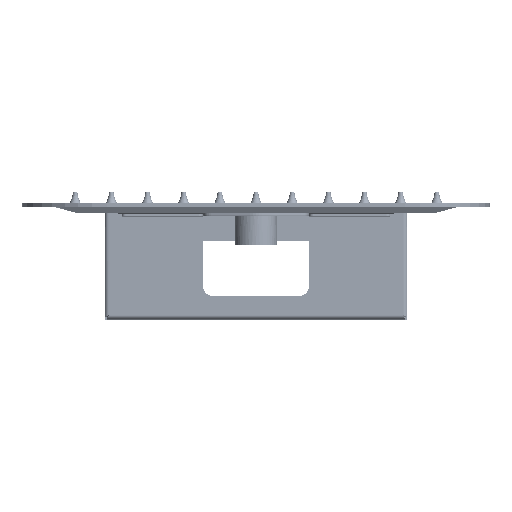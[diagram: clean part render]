
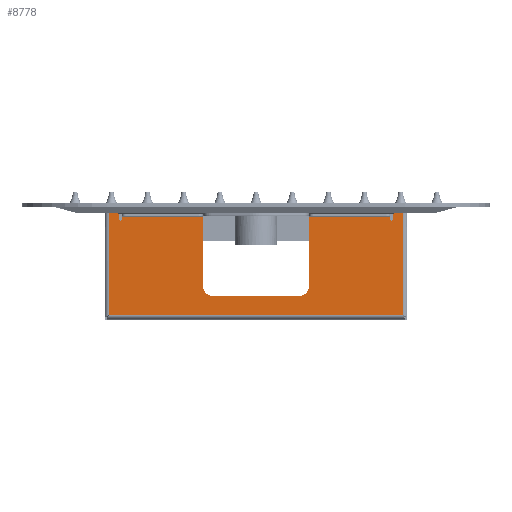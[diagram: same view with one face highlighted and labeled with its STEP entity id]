
A CAD part, left-side view. The second image highlights one B-rep face of the part: STEP entity #8778.
In plain terms, the highlighted face is planar.
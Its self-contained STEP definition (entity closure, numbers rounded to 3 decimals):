
#8778=ADVANCED_FACE('',(#12536),#12537,.T.);
#12536=FACE_OUTER_BOUND('',#16871,.T.);
#12537=PLANE('',#16872);
#16871=EDGE_LOOP('',(#27407,#27408,#27409,#27410,#27411,#27412,#27413,#27414,#27415,#27416,#27417,#27418,#27419,#27420,#27421,#27422,#27423,#27424,#27425,#27426));
#16872=AXIS2_PLACEMENT_3D('',#27427,#27428,#27429);
#27407=ORIENTED_EDGE('',*,*,#32783,.F.);
#27408=ORIENTED_EDGE('',*,*,#32784,.T.);
#27409=ORIENTED_EDGE('',*,*,#32785,.F.);
#27410=ORIENTED_EDGE('',*,*,#32640,.T.);
#27411=ORIENTED_EDGE('',*,*,#32786,.F.);
#27412=ORIENTED_EDGE('',*,*,#32787,.F.);
#27413=ORIENTED_EDGE('',*,*,#32788,.F.);
#27414=ORIENTED_EDGE('',*,*,#32789,.F.);
#27415=ORIENTED_EDGE('',*,*,#32790,.F.);
#27416=ORIENTED_EDGE('',*,*,#32677,.T.);
#27417=ORIENTED_EDGE('',*,*,#32700,.F.);
#27418=ORIENTED_EDGE('',*,*,#32776,.T.);
#27419=ORIENTED_EDGE('',*,*,#32772,.T.);
#27420=ORIENTED_EDGE('',*,*,#32768,.T.);
#27421=ORIENTED_EDGE('',*,*,#32791,.F.);
#27422=ORIENTED_EDGE('',*,*,#32682,.T.);
#27423=ORIENTED_EDGE('',*,*,#32792,.F.);
#27424=ORIENTED_EDGE('',*,*,#32793,.F.);
#27425=ORIENTED_EDGE('',*,*,#32794,.F.);
#27426=ORIENTED_EDGE('',*,*,#32795,.F.);
#27427=CARTESIAN_POINT('',(-35.0,5.0,-500000.0));
#27428=DIRECTION('',(1.0,0.,0.0));
#27429=DIRECTION('',(0.,1.0,0.0));
#32640=EDGE_CURVE('',#37636,#37634,#37637,.F.);
#32677=EDGE_CURVE('',#37698,#37696,#37699,.T.);
#32682=EDGE_CURVE('',#37707,#37705,#37708,.T.);
#32700=EDGE_CURVE('',#37734,#37696,#37735,.T.);
#32768=EDGE_CURVE('',#37777,#37838,#37839,.F.);
#32772=EDGE_CURVE('',#37750,#37777,#37844,.T.);
#32776=EDGE_CURVE('',#37734,#37750,#37848,.T.);
#32783=EDGE_CURVE('',#37857,#37858,#37859,.T.);
#32784=EDGE_CURVE('',#37857,#37860,#37861,.F.);
#32785=EDGE_CURVE('',#37636,#37860,#37862,.T.);
#32786=EDGE_CURVE('',#37863,#37634,#37864,.T.);
#32787=EDGE_CURVE('',#37865,#37863,#37866,.T.);
#32788=EDGE_CURVE('',#37867,#37865,#37868,.T.);
#32789=EDGE_CURVE('',#37869,#37867,#37870,.T.);
#32790=EDGE_CURVE('',#37698,#37869,#37871,.T.);
#32791=EDGE_CURVE('',#37707,#37838,#37872,.T.);
#32792=EDGE_CURVE('',#37873,#37705,#37874,.T.);
#32793=EDGE_CURVE('',#37875,#37873,#37876,.T.);
#32794=EDGE_CURVE('',#37877,#37875,#37878,.T.);
#32795=EDGE_CURVE('',#37858,#37877,#37879,.T.);
#37634=VERTEX_POINT('',#48356);
#37636=VERTEX_POINT('',#48359);
#37637=CIRCLE('',#48360,5.0);
#37696=VERTEX_POINT('',#48439);
#37698=VERTEX_POINT('',#48442);
#37699=CIRCLE('',#48443,1.0);
#37705=VERTEX_POINT('',#48450);
#37707=VERTEX_POINT('',#48453);
#37708=CIRCLE('',#48454,1.0);
#37734=VERTEX_POINT('',#48487);
#37735=LINE('',#48488,#48489);
#37750=VERTEX_POINT('',#48508);
#37777=VERTEX_POINT('',#48544);
#37838=VERTEX_POINT('',#48631);
#37839=LINE('',#48632,#48633);
#37844=LINE('',#48639,#48640);
#37848=LINE('',#48646,#48647);
#37857=VERTEX_POINT('',#48660);
#37858=VERTEX_POINT('',#48661);
#37859=LINE('',#48662,#48663);
#37860=VERTEX_POINT('',#48664);
#37861=CIRCLE('',#48665,5.0);
#37862=LINE('',#48666,#48667);
#37863=VERTEX_POINT('',#48668);
#37864=LINE('',#48669,#48670);
#37865=VERTEX_POINT('',#48671);
#37866=LINE('',#48672,#48673);
#37867=VERTEX_POINT('',#48674);
#37868=LINE('',#48675,#48676);
#37869=VERTEX_POINT('',#48677);
#37870=CIRCLE('',#48678,0.5);
#37871=LINE('',#48679,#48680);
#37872=LINE('',#48681,#48682);
#37873=VERTEX_POINT('',#48683);
#37874=LINE('',#48684,#48685);
#37875=VERTEX_POINT('',#48686);
#37876=CIRCLE('',#48687,0.5);
#37877=VERTEX_POINT('',#48688);
#37878=LINE('',#48689,#48690);
#37879=LINE('',#48691,#48692);
#48356=CARTESIAN_POINT('',(-35.0,14.0,-25.));
#48359=CARTESIAN_POINT('',(-35.0,19.0,-20.));
#48360=AXIS2_PLACEMENT_3D('',#52363,#52364,#52365);
#48439=CARTESIAN_POINT('',(-35.0,-20.0,-65.2));
#48442=CARTESIAN_POINT('',(-35.0,-19.0,-64.2));
#48443=AXIS2_PLACEMENT_3D('',#52411,#52412,#52413);
#48450=CARTESIAN_POINT('',(-35.0,-19.0,64.2));
#48453=CARTESIAN_POINT('',(-35.0,-20.0,65.2));
#48454=AXIS2_PLACEMENT_3D('',#52419,#52420,#52421);
#48487=CARTESIAN_POINT('',(-35.0,-20.0,-69.2));
#48488=CARTESIAN_POINT('',(-35.0,-20.0,-500000.0));
#48489=VECTOR('',#52444,1.0);
#48508=CARTESIAN_POINT('',(-35.0,28.0,-69.2));
#48544=CARTESIAN_POINT('',(-35.0,28.0,69.2));
#48631=CARTESIAN_POINT('',(-35.0,-20.0,69.2));
#48632=CARTESIAN_POINT('',(-35.0,-20.0,69.2));
#48633=VECTOR('',#52526,1.0);
#48639=CARTESIAN_POINT('',(-35.0,28.0,-500000.0));
#48640=VECTOR('',#52531,1.0);
#48646=CARTESIAN_POINT('',(-35.0,5.0,-69.2));
#48647=VECTOR('',#52534,1.0);
#48660=CARTESIAN_POINT('',(-35.0,14.0,25.));
#48661=CARTESIAN_POINT('',(-35.0,-18.0,25.0));
#48662=CARTESIAN_POINT('',(-35.0,5.,25.));
#48663=VECTOR('',#52539,1.0);
#48664=CARTESIAN_POINT('',(-35.0,19.0,20.));
#48665=AXIS2_PLACEMENT_3D('',#52540,#52541,#52542);
#48666=CARTESIAN_POINT('',(-35.0,19.,-500000.0));
#48667=VECTOR('',#52543,1.0);
#48668=CARTESIAN_POINT('',(-35.0,-18.0,-25.));
#48669=CARTESIAN_POINT('',(-35.0,5.0,-25.));
#48670=VECTOR('',#52544,1.0);
#48671=CARTESIAN_POINT('',(-35.0,-18.0,-63.2));
#48672=CARTESIAN_POINT('',(-35.0,-18.0,63.2));
#48673=VECTOR('',#52545,1.0);
#48674=CARTESIAN_POINT('',(-35.0,-17.0,-63.2));
#48675=CARTESIAN_POINT('',(-35.0,5.0,-63.2));
#48676=VECTOR('',#52546,1.0);
#48677=CARTESIAN_POINT('',(-35.0,-17.0,-64.2));
#48678=AXIS2_PLACEMENT_3D('',#52547,#52548,#52549);
#48679=CARTESIAN_POINT('',(-35.0,5.0,-64.2));
#48680=VECTOR('',#52550,1.0);
#48681=CARTESIAN_POINT('',(-35.0,-20.0,-500000.0));
#48682=VECTOR('',#52551,1.0);
#48683=CARTESIAN_POINT('',(-35.0,-17.0,64.2));
#48684=CARTESIAN_POINT('',(-35.0,5.0,64.2));
#48685=VECTOR('',#52552,1.0);
#48686=CARTESIAN_POINT('',(-35.0,-17.0,63.2));
#48687=AXIS2_PLACEMENT_3D('',#52553,#52554,#52555);
#48688=CARTESIAN_POINT('',(-35.0,-18.0,63.2));
#48689=CARTESIAN_POINT('',(-35.0,5.0,63.2));
#48690=VECTOR('',#52556,1.0);
#48691=CARTESIAN_POINT('',(-35.0,-18.0,63.2));
#48692=VECTOR('',#52557,1.0);
#52363=CARTESIAN_POINT('',(-35.0,14.0,-20.));
#52364=DIRECTION('',(1.0,0.,0.0));
#52365=DIRECTION('',(0.,1.0,0.0));
#52411=CARTESIAN_POINT('',(-35.0,-19.0,-65.2));
#52412=DIRECTION('',(1.0,0.,0.0));
#52413=DIRECTION('',(0.,1.0,0.0));
#52419=CARTESIAN_POINT('',(-35.0,-19.0,65.2));
#52420=DIRECTION('',(1.0,0.,0.0));
#52421=DIRECTION('',(0.,1.0,0.0));
#52444=DIRECTION('',(0.0,0.0,1.0));
#52526=DIRECTION('',(0.,1.0,0.0));
#52531=DIRECTION('',(0.0,0.0,1.0));
#52534=DIRECTION('',(0.,1.0,0.0));
#52539=DIRECTION('',(0.,-1.0,0.));
#52540=CARTESIAN_POINT('',(-35.0,14.0,20.0));
#52541=DIRECTION('',(1.0,0.,0.0));
#52542=DIRECTION('',(0.,1.0,0.0));
#52543=DIRECTION('',(0.,0.,1.0));
#52544=DIRECTION('',(0.,1.0,0.0));
#52545=DIRECTION('',(0.0,0.0,1.0));
#52546=DIRECTION('',(0.,-1.0,0.0));
#52547=CARTESIAN_POINT('',(-35.0,-17.0,-63.7));
#52548=DIRECTION('',(1.0,0.,0.0));
#52549=DIRECTION('',(0.,1.0,0.0));
#52550=DIRECTION('',(0.,1.0,0.0));
#52551=DIRECTION('',(0.0,0.0,1.0));
#52552=DIRECTION('',(0.,-1.0,0.0));
#52553=CARTESIAN_POINT('',(-35.0,-17.0,63.7));
#52554=DIRECTION('',(1.0,0.,0.0));
#52555=DIRECTION('',(0.,1.0,0.0));
#52556=DIRECTION('',(0.,1.0,0.0));
#52557=DIRECTION('',(0.0,0.0,1.0));
